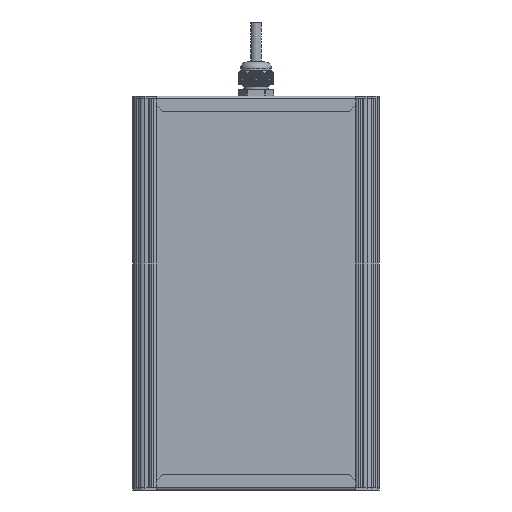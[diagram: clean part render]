
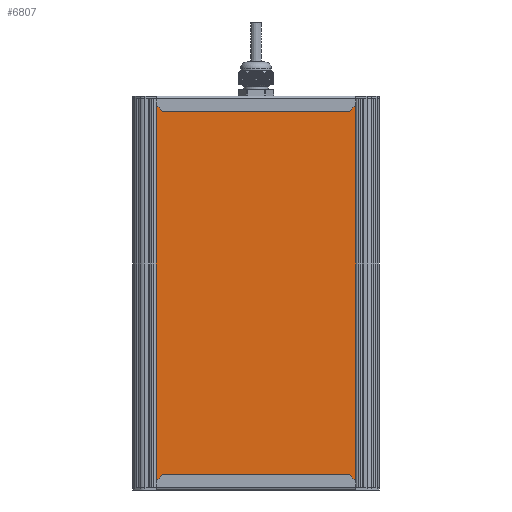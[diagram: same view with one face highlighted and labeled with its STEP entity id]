
A CAD part, front view. The second image highlights one B-rep face of the part: STEP entity #6807.
In plain terms, the highlighted face is planar.
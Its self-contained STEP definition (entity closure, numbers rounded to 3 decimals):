
#6807=ADVANCED_FACE('',(#18868),#18870,.T.);
#18868=FACE_BOUND('',#18869,.T.);
#18869=EDGE_LOOP('',(#48185,#48186,#48187,#48188));
#18870=PLANE('',#18871);
#18871=AXIS2_PLACEMENT_3D('',#18872,#18873,#18874);
#18872=CARTESIAN_POINT('',(2111.497,401.002,-34.582));
#18873=DIRECTION('',(0.,0.,-1.));
#18874=DIRECTION('',(0.,1.,0.));
#48185=ORIENTED_EDGE('',*,*,#56329,.F.);
#48186=ORIENTED_EDGE('',*,*,#56328,.T.);
#48187=ORIENTED_EDGE('',*,*,#56330,.F.);
#48188=ORIENTED_EDGE('',*,*,#56331,.F.);
#56328=EDGE_CURVE('',#62956,#62960,#62962,.T.);
#56329=EDGE_CURVE('',#62956,#62963,#62964,.T.);
#56330=EDGE_CURVE('',#62965,#62960,#62966,.T.);
#56331=EDGE_CURVE('',#62963,#62965,#62967,.T.);
#62956=VERTEX_POINT('',#92147);
#62960=VERTEX_POINT('',#92155);
#62962=LINE('',#92159,#92160);
#62963=VERTEX_POINT('',#92162);
#62964=LINE('',#92163,#92164);
#62965=VERTEX_POINT('',#92166);
#62966=LINE('',#92167,#92168);
#62967=LINE('',#92170,#92171);
#92147=CARTESIAN_POINT('',(2111.497,565.13,-34.582));
#92155=CARTESIAN_POINT('',(2407.497,565.13,-34.582));
#92159=CARTESIAN_POINT('',(2111.497,565.13,-34.582));
#92160=VECTOR('',#92161,1.);
#92161=DIRECTION('',(1.,0.,0.));
#92162=CARTESIAN_POINT('',(2111.497,401.002,-34.582));
#92163=CARTESIAN_POINT('',(2111.497,565.13,-34.582));
#92164=VECTOR('',#92165,1.);
#92165=DIRECTION('',(0.,-1.,0.));
#92166=CARTESIAN_POINT('',(2407.497,401.002,-34.582));
#92167=CARTESIAN_POINT('',(2407.497,401.002,-34.582));
#92168=VECTOR('',#92169,1.);
#92169=DIRECTION('',(0.,1.,0.));
#92170=CARTESIAN_POINT('',(2111.497,401.002,-34.582));
#92171=VECTOR('',#92172,1.);
#92172=DIRECTION('',(1.,0.,0.));
